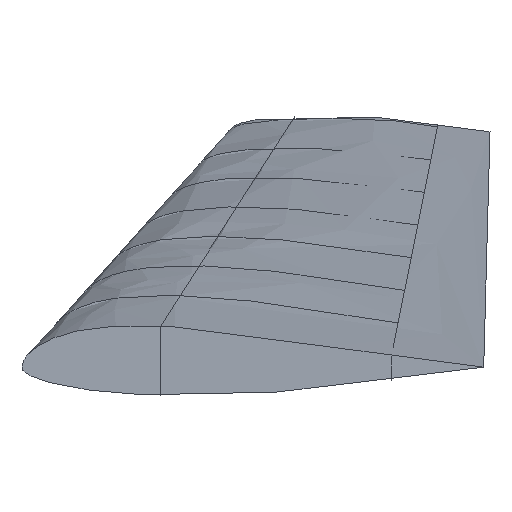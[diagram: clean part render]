
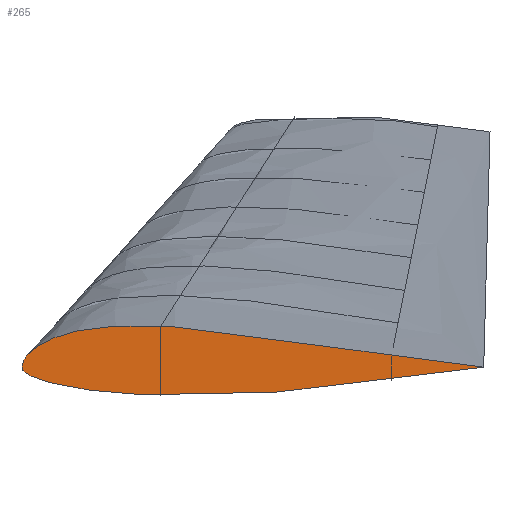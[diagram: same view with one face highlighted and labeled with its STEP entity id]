
A CAD part, front view. The second image highlights one B-rep face of the part: STEP entity #265.
In plain terms, the highlighted planar face has unit normal (0, -1, 0).
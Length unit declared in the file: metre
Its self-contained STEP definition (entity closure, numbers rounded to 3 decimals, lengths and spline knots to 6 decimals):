
#69=B_SPLINE_CURVE_WITH_KNOTS('',3,(#2562,#2563,#2564,#2565,#2566,#2567,
#2568,#2569,#2570,#2571,#2572,#2573,#2574,#2575,#2576,#2577,#2578,#2579,
#2580,#2581,#2582,#2583,#2584,#2585,#2586,#2587,#2588,#2589,#2590,#2591,
#2592,#2593,#2594,#2595,#2596),.UNSPECIFIED.,.F.,.F.,(4,1,1,1,1,1,1,1,1,
1,1,1,1,1,1,1,1,1,1,1,1,1,1,1,1,1,1,1,1,1,1,1,4),(0.,0.010925,
0.029767,0.053888,0.082079,0.113539,
0.147649,0.183902,0.221859,0.261139,
0.301401,0.342339,0.383679,0.425167,
0.466572,0.507677,0.548278,0.58818,
0.627193,0.66513,0.701806,0.737082,
0.770877,0.8031,0.833719,0.862743,
0.890038,0.915488,0.939142,0.960902,
0.980618,0.990134,1.),.UNSPECIFIED.);
#70=B_SPLINE_CURVE_WITH_KNOTS('',3,(#2599,#2600,#2601,#2602,#2603,#2604,
#2605,#2606,#2607,#2608,#2609,#2610,#2611,#2612,#2613,#2614,#2615,#2616,
#2617,#2618,#2619,#2620,#2621,#2622,#2623,#2624,#2625,#2626,#2627,#2628,
#2629,#2630,#2631,#2632,#2633,#2634,#2635,#2636),.UNSPECIFIED.,.F.,.F.,
(4,1,1,1,1,1,1,1,1,1,1,1,1,1,1,1,1,1,1,1,1,1,1,1,1,1,1,1,1,1,1,1,1,1,1,
4),(0.,0.009575,0.017168,0.024562,0.03208,
0.040027,0.050361,0.061375,0.080289,
0.105182,0.132909,0.163066,0.195323,
0.229411,0.265112,0.302189,0.34045,
0.379751,0.419892,0.460628,0.501752,
0.543088,0.58442,0.625494,0.666078,0.705993,
0.74507,0.783097,0.819821,0.854934,
0.888074,0.918792,0.946491,0.970342,
0.989086,1.),.UNSPECIFIED.);
#104=ORIENTED_EDGE('',*,*,#143,.T.);
#105=ORIENTED_EDGE('',*,*,#144,.F.);
#143=EDGE_CURVE('',#182,#183,#69,.T.);
#144=EDGE_CURVE('',#182,#183,#70,.F.);
#182=VERTEX_POINT('',#2597);
#183=VERTEX_POINT('',#2598);
#231=EDGE_LOOP('',(#104,#105));
#243=FACE_BOUND('',#231,.T.);
#255=PLANE('',#432);
#265=ADVANCED_FACE('',(#243),#255,.T.);
#432=AXIS2_PLACEMENT_3D('',#2561,#484,#485);
#484=DIRECTION('',(0.,-1.,0.));
#485=DIRECTION('',(0.,0.,-1.));
#2561=CARTESIAN_POINT('',(1.047612,0.,0.172975));
#2562=CARTESIAN_POINT('',(2.3,0.,0.));
#2563=CARTESIAN_POINT('',(2.297569,0.,0.000008));
#2564=CARTESIAN_POINT('',(2.290944,0.,0.000029));
#2565=CARTESIAN_POINT('',(2.264994,0.,0.000664));
#2566=CARTESIAN_POINT('',(2.225194,0.,0.002889));
#2567=CARTESIAN_POINT('',(2.169801,0.,0.007348));
#2568=CARTESIAN_POINT('',(2.101275,0.,0.014481));
#2569=CARTESIAN_POINT('',(2.020777,0.,0.024444));
#2570=CARTESIAN_POINT('',(1.930059,0.,0.037139));
#2571=CARTESIAN_POINT('',(1.830762,0.,0.052258));
#2572=CARTESIAN_POINT('',(1.724551,0.,0.069306));
#2573=CARTESIAN_POINT('',(1.613026,0.,0.087689));
#2574=CARTESIAN_POINT('',(1.497714,0.,0.106725));
#2575=CARTESIAN_POINT('',(1.380054,0.,0.125729));
#2576=CARTESIAN_POINT('',(1.261399,0.,0.144011));
#2577=CARTESIAN_POINT('',(1.14302,0.,0.160938));
#2578=CARTESIAN_POINT('',(1.026111,0.,0.175926));
#2579=CARTESIAN_POINT('',(0.911798,0.,0.188474));
#2580=CARTESIAN_POINT('',(0.801141,0.,0.198152));
#2581=CARTESIAN_POINT('',(0.695145,0.,0.204607));
#2582=CARTESIAN_POINT('',(0.594753,0.,0.207566));
#2583=CARTESIAN_POINT('',(0.500857,0.,0.206763));
#2584=CARTESIAN_POINT('',(0.414104,0.,0.201742));
#2585=CARTESIAN_POINT('',(0.334864,0.,0.19246));
#2586=CARTESIAN_POINT('',(0.263526,0.,0.179121));
#2587=CARTESIAN_POINT('',(0.200334,0.,0.161675));
#2588=CARTESIAN_POINT('',(0.145258,0.,0.140843));
#2589=CARTESIAN_POINT('',(0.098526,0.,0.117675));
#2590=CARTESIAN_POINT('',(0.060749,0.,0.0927));
#2591=CARTESIAN_POINT('',(0.031747,0.,0.065595));
#2592=CARTESIAN_POINT('',(0.011767,0.,0.041041));
#2593=CARTESIAN_POINT('',(0.001418,0.,0.014137));
#2594=CARTESIAN_POINT('',(0.000503,0.,0.007655));
#2595=CARTESIAN_POINT('',(0.000172,0.,0.00297));
#2596=CARTESIAN_POINT('',(0.000004,0.,0.000585));
#2597=CARTESIAN_POINT('',(2.3,0.,0.));
#2598=CARTESIAN_POINT('',(0.000004,0.,0.000585));
#2599=CARTESIAN_POINT('',(0.000004,0.,0.000585));
#2600=CARTESIAN_POINT('',(0.00008,0.,-0.001661));
#2601=CARTESIAN_POINT('',(0.000218,0.,-0.005687));
#2602=CARTESIAN_POINT('',(0.001074,0.,-0.009635));
#2603=CARTESIAN_POINT('',(0.002364,0.,-0.013297));
#2604=CARTESIAN_POINT('',(0.004602,0.,-0.016661));
#2605=CARTESIAN_POINT('',(0.00744,0.,-0.01996));
#2606=CARTESIAN_POINT('',(0.013237,0.,-0.025164));
#2607=CARTESIAN_POINT('',(0.020107,0.,-0.03033));
#2608=CARTESIAN_POINT('',(0.042539,0.,-0.043835));
#2609=CARTESIAN_POINT('',(0.081557,0.,-0.059855));
#2610=CARTESIAN_POINT('',(0.132174,0.,-0.07569));
#2611=CARTESIAN_POINT('',(0.193439,0.,-0.090704));
#2612=CARTESIAN_POINT('',(0.264195,0.,-0.104351));
#2613=CARTESIAN_POINT('',(0.343818,0.,-0.116215));
#2614=CARTESIAN_POINT('',(0.431552,0.,-0.126042));
#2615=CARTESIAN_POINT('',(0.526475,0.,-0.133723));
#2616=CARTESIAN_POINT('',(0.62776,0.,-0.138771));
#2617=CARTESIAN_POINT('',(0.734712,0.,-0.141204));
#2618=CARTESIAN_POINT('',(0.846295,0.,-0.141451));
#2619=CARTESIAN_POINT('',(0.961199,0.,-0.139609));
#2620=CARTESIAN_POINT('',(1.078251,0.,-0.13548));
#2621=CARTESIAN_POINT('',(1.196414,0.,-0.129262));
#2622=CARTESIAN_POINT('',(1.314439,0.,-0.121402));
#2623=CARTESIAN_POINT('',(1.430895,0.,-0.112137));
#2624=CARTESIAN_POINT('',(1.544458,0.,-0.101382));
#2625=CARTESIAN_POINT('',(1.654122,0.,-0.089106));
#2626=CARTESIAN_POINT('',(1.759024,0.,-0.075719));
#2627=CARTESIAN_POINT('',(1.858182,0.,-0.061827));
#2628=CARTESIAN_POINT('',(1.950527,0.,-0.048062));
#2629=CARTESIAN_POINT('',(2.034873,0.,-0.035122));
#2630=CARTESIAN_POINT('',(2.110001,0.,-0.023584));
#2631=CARTESIAN_POINT('',(2.174502,0.,-0.014073));
#2632=CARTESIAN_POINT('',(2.22727,0.,-0.007056));
#2633=CARTESIAN_POINT('',(2.265678,0.,-0.0027));
#2634=CARTESIAN_POINT('',(2.291058,0.,-0.000564));
#2635=CARTESIAN_POINT('',(2.297594,0.,-0.000152));
#2636=CARTESIAN_POINT('',(2.3,0.,0.));
